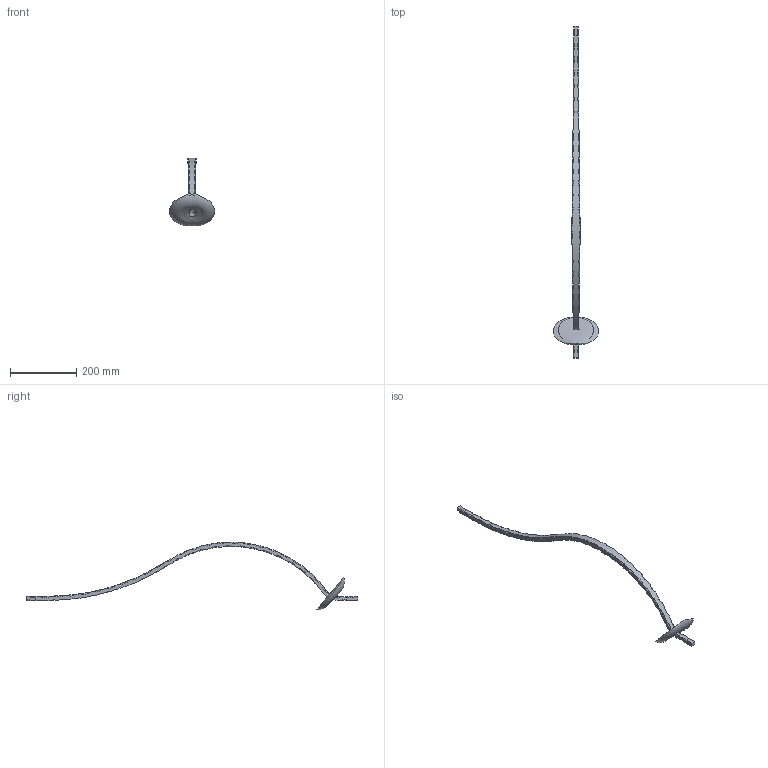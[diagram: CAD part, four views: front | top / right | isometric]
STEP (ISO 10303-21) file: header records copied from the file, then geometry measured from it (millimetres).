
FILE_DESCRIPTION (( 'STEP AP203' ), '1' );
FILE_NAME ('1746.STEP', '2020-05-05T07:09:27', ( '' ), ( '' ), 'SwSTEP 2.0', 'SolidWorks 2015', '' );
FILE_SCHEMA (( 'CONFIG_CONTROL_DESIGN' ));
Length unit declared in the file: millimetre
Products named in the file (1): 1746
Bounding box: 136.47 x 1000 x 203.83 mm (x, y, z)
Volume: 5322171 mm3; surface area: 100287.9 mm2
Topology: 1 solids, 1 shells, 270 faces, 763 edges, 508 vertices
Faces by surface type: plane 105, torus 104, bspline 61
Entity records: 18136 total; most frequent: CARTESIAN_POINT 12111, ORIENTED_EDGE 1510, DIRECTION 763, EDGE_CURVE 755, VERTEX_POINT 504, B_SPLINE_CURVE_WITH_KNOTS 422, LINE 323, VECTOR 323
